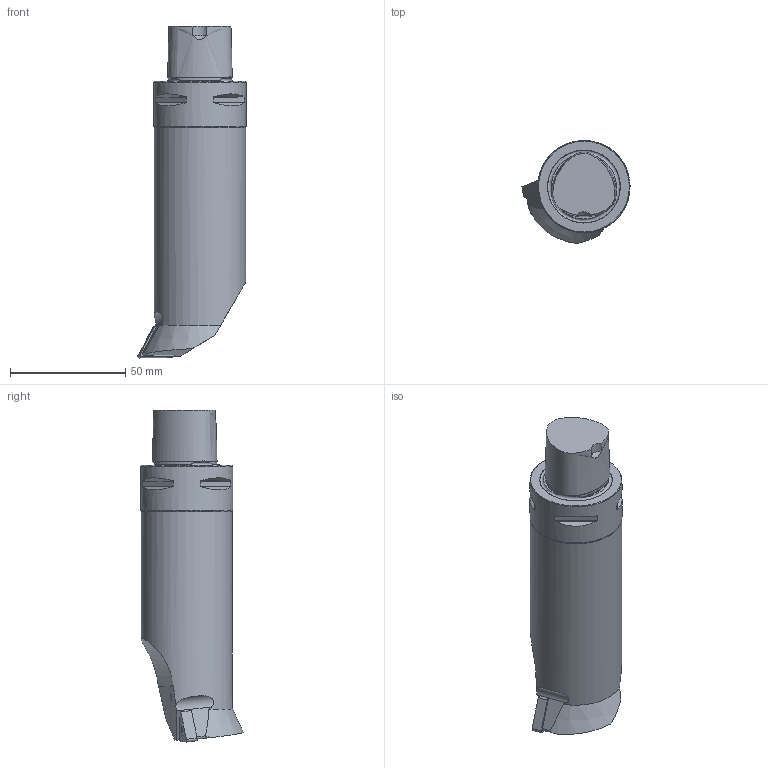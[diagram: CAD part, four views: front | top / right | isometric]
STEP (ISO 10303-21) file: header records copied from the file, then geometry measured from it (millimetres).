
FILE_DESCRIPTION(/* description */ (''),/* implementation_level */ '2;1');
FILE_NAME(/* name */ '1559888108577.stp',/* time_stamp */ '2019-06-07T11:45:20+05:00',/* author */ (''),/* organization */ ('SMS'),/* preprocessor_version */ 'ST-DEVELOPER v15',/* originating_system */ 'SIEMENS PLM Software NX 8.5',/* authorisation */ '');
FILE_SCHEMA (('AUTOMOTIVE_DESIGN { 1 0 10303 214 3 1 1 1 }'));
Length unit declared in the file: millimetre
Products named in the file (4): ASSEMBLY_CONSTRUCTION; IsoTurningInsert; 201767945mod000_00; 201767944mod000_00
Assembly tree (3 placements, depth 2):
  201767944mod000_00
    201767945mod000_00
    IsoTurningInsert
    ASSEMBLY_CONSTRUCTION
Bounding box: 46.88 x 44.51 x 144 mm (x, y, z)
Volume: 143647.9 mm3; surface area: 19559.2 mm2
Topology: 2 solids, 3 shells, 83 faces, 208 edges, 145 vertices
Faces by surface type: plane 39, cylinder 22, bspline 10, cone 9, torus 3
Full cylindrical faces by diameter (mm): 3.81 x2, 39.7 x1, 40 x1
Entity records: 27714 total; most frequent: CARTESIAN_POINT 25756, ORIENTED_EDGE 378, DIRECTION 342, EDGE_CURVE 189, AXIS2_PLACEMENT_3D 137, VERTEX_POINT 131, EDGE_LOOP 104, ADVANCED_FACE 83
